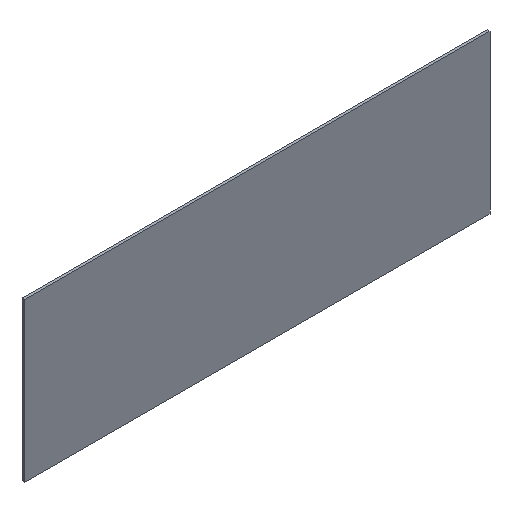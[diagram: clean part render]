
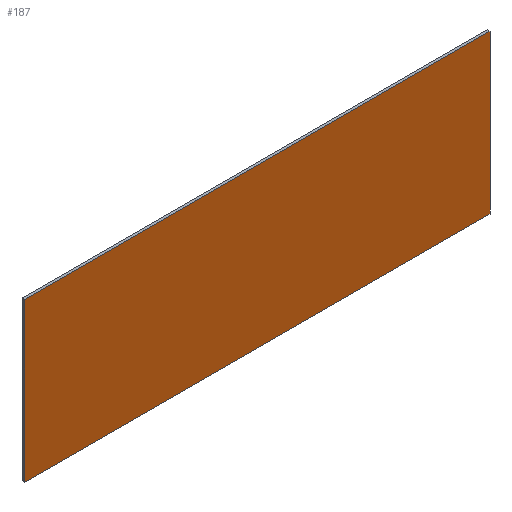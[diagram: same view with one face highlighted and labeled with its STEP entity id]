
A CAD part, isometric view. The second image highlights one B-rep face of the part: STEP entity #187.
In plain terms, the highlighted planar face has unit normal (0, -1, 0).
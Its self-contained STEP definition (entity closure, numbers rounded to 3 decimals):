
#3 = VERTEX_POINT ( 'NONE', #76 ) ;
#7 = VECTOR ( 'NONE', #30, 1000. ) ;
#10 = CARTESIAN_POINT ( 'NONE',  ( -235., 0., 80. ) ) ;
#12 = CARTESIAN_POINT ( 'NONE',  ( -235., 0., -80. ) ) ;
#13 = DIRECTION ( 'NONE',  ( 0., -1., 0. ) ) ;
#19 = ORIENTED_EDGE ( 'NONE', *, *, #105, .F. ) ;
#29 = CARTESIAN_POINT ( 'NONE',  ( -235., 0., -80. ) ) ;
#30 = DIRECTION ( 'NONE',  ( -1., 0., 0. ) ) ;
#34 = VECTOR ( 'NONE', #128, 1000. ) ;
#42 = LINE ( 'NONE', #29, #7 ) ;
#49 = PLANE ( 'NONE',  #168 ) ;
#72 = ORIENTED_EDGE ( 'NONE', *, *, #213, .F. ) ;
#76 = CARTESIAN_POINT ( 'NONE',  ( 235., 0., -80. ) ) ;
#81 = CARTESIAN_POINT ( 'NONE',  ( -235., 0., 80. ) ) ;
#83 = LINE ( 'NONE', #117, #91 ) ;
#89 = EDGE_CURVE ( 'NONE', #227, #172, #171, .T. ) ;
#91 = VECTOR ( 'NONE', #180, 1000. ) ;
#104 = FACE_OUTER_BOUND ( 'NONE', #237, .T. ) ;
#105 = EDGE_CURVE ( 'NONE', #216, #227, #126, .T. ) ;
#106 = ORIENTED_EDGE ( 'NONE', *, *, #157, .F. ) ;
#113 = DIRECTION ( 'NONE',  ( 0., 0., -1. ) ) ;
#116 = CARTESIAN_POINT ( 'NONE',  ( 235., 0., 80. ) ) ;
#117 = CARTESIAN_POINT ( 'NONE',  ( 235., 0., 80. ) ) ;
#126 = LINE ( 'NONE', #154, #34 ) ;
#128 = DIRECTION ( 'NONE',  ( 0., 0., 1. ) ) ;
#154 = CARTESIAN_POINT ( 'NONE',  ( -235., 0., 80. ) ) ;
#155 = DIRECTION ( 'NONE',  ( 1., 0., 0. ) ) ;
#157 = EDGE_CURVE ( 'NONE', #3, #216, #42, .T. ) ;
#165 = VECTOR ( 'NONE', #155, 1000. ) ;
#166 = ORIENTED_EDGE ( 'NONE', *, *, #89, .F. ) ;
#168 = AXIS2_PLACEMENT_3D ( 'NONE', #214, #13, #113 ) ;
#171 = LINE ( 'NONE', #10, #165 ) ;
#172 = VERTEX_POINT ( 'NONE', #116 ) ;
#180 = DIRECTION ( 'NONE',  ( 0., 0., -1. ) ) ;
#187 = ADVANCED_FACE ( 'NONE', ( #104 ), #49, .T. ) ;
#213 = EDGE_CURVE ( 'NONE', #172, #3, #83, .T. ) ;
#214 = CARTESIAN_POINT ( 'NONE',  ( 0., 0., 0. ) ) ;
#216 = VERTEX_POINT ( 'NONE', #12 ) ;
#227 = VERTEX_POINT ( 'NONE', #81 ) ;
#237 = EDGE_LOOP ( 'NONE', ( #72, #166, #19, #106 ) ) ;
